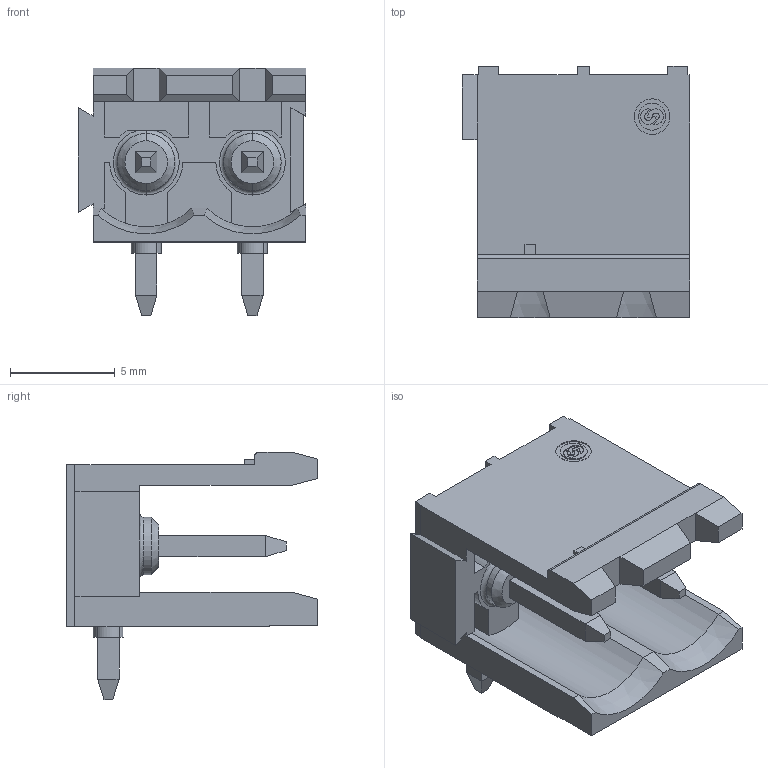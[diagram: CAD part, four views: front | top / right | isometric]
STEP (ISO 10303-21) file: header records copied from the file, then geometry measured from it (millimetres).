
FILE_DESCRIPTION(('FreeCAD Model'),'2;1');
FILE_NAME('Open CASCADE Shape Model','2023-08-29T05:29:30',(''),(''), 'Open CASCADE STEP processor 7.6','FreeCAD','Unknown');
FILE_SCHEMA(('AUTOMOTIVE_DESIGN { 1 0 10303 214 1 1 1 1 }'));
Length unit declared in the file: millimetre
Products named in the file (4): cim029m5; body; pin_01; pin_02
Assembly tree (3 placements, depth 2):
  cim029m5
    body
    pin_01
    pin_02
Bounding box: 10.86 x 12 x 11.86 mm (x, y, z)
Volume: 404.3 mm3; surface area: 993.2 mm2
Topology: 3 solids, 3 shells, 262 faces, 711 edges, 466 vertices
Faces by surface type: plane 204, cylinder 48, cone 6, torus 4
Full cylindrical faces by diameter (mm): 1 x2, 1.3 x1, 1.7 x1, 2.75 x2
Entity records: 9657 total; most frequent: CARTESIAN_POINT 1645, ORIENTED_EDGE 1422, DIRECTION 1345, EDGE_CURVE 711, LINE 563, VECTOR 563, VERTEX_POINT 466, AXIS2_PLACEMENT_3D 391
